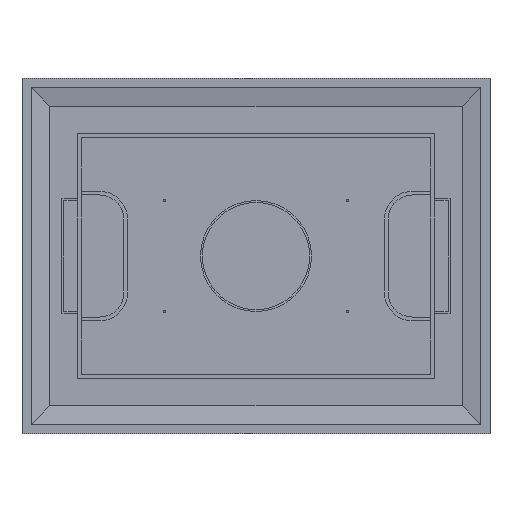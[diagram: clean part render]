
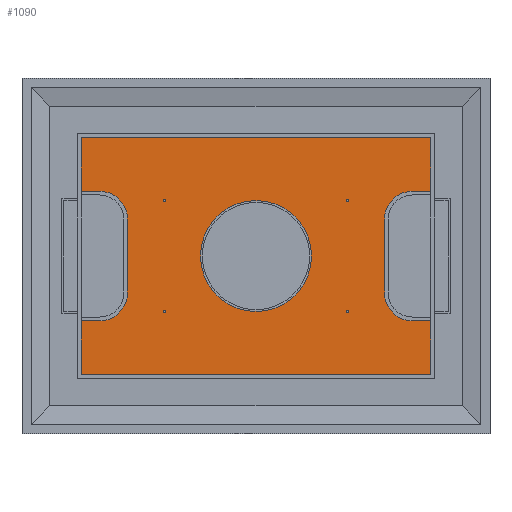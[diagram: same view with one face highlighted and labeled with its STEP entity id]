
A CAD part, top view. The second image highlights one B-rep face of the part: STEP entity #1090.
In plain terms, the highlighted planar face has unit normal (0, 0, 1).
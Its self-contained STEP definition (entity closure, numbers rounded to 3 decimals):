
#18=LINE('',#1532,#154);
#19=LINE('',#1536,#155);
#20=LINE('',#1540,#156);
#31=LINE('',#1572,#167);
#32=LINE('',#1576,#168);
#33=LINE('',#1580,#169);
#36=LINE('',#1585,#172);
#37=LINE('',#1587,#173);
#38=LINE('',#1588,#174);
#39=LINE('',#1590,#175);
#40=LINE('',#1592,#176);
#41=LINE('',#1593,#177);
#154=VECTOR('',#1256,10.);
#155=VECTOR('',#1259,10.);
#156=VECTOR('',#1262,10.);
#167=VECTOR('',#1287,10.);
#168=VECTOR('',#1290,10.);
#169=VECTOR('',#1293,10.);
#172=VECTOR('',#1298,10.);
#173=VECTOR('',#1299,10.);
#174=VECTOR('',#1300,10.);
#175=VECTOR('',#1301,10.);
#176=VECTOR('',#1302,10.);
#177=VECTOR('',#1303,10.);
#291=FACE_BOUND('',#372,.T.);
#292=FACE_BOUND('',#373,.T.);
#293=FACE_BOUND('',#374,.T.);
#294=FACE_BOUND('',#375,.T.);
#295=FACE_BOUND('',#376,.T.);
#312=FACE_OUTER_BOUND('',#371,.T.);
#371=EDGE_LOOP('',(#747,#748,#749,#750,#751,#752,#753,#754,#755,#756,#757,
#758,#759,#760,#761,#762));
#372=EDGE_LOOP('',(#763));
#373=EDGE_LOOP('',(#764));
#374=EDGE_LOOP('',(#765));
#375=EDGE_LOOP('',(#766));
#376=EDGE_LOOP('',(#767));
#431=CIRCLE('',#1159,300.);
#432=CIRCLE('',#1161,5.);
#433=CIRCLE('',#1163,5.);
#434=CIRCLE('',#1165,5.);
#435=CIRCLE('',#1167,5.);
#436=CIRCLE('',#1169,150.);
#437=CIRCLE('',#1170,150.);
#442=CIRCLE('',#1178,150.);
#443=CIRCLE('',#1179,150.);
#445=VERTEX_POINT('',#1515);
#446=VERTEX_POINT('',#1518);
#447=VERTEX_POINT('',#1521);
#448=VERTEX_POINT('',#1524);
#449=VERTEX_POINT('',#1527);
#450=VERTEX_POINT('',#1530);
#451=VERTEX_POINT('',#1531);
#452=VERTEX_POINT('',#1533);
#453=VERTEX_POINT('',#1535);
#454=VERTEX_POINT('',#1537);
#455=VERTEX_POINT('',#1539);
#468=VERTEX_POINT('',#1570);
#469=VERTEX_POINT('',#1571);
#470=VERTEX_POINT('',#1573);
#471=VERTEX_POINT('',#1575);
#472=VERTEX_POINT('',#1577);
#473=VERTEX_POINT('',#1579);
#474=VERTEX_POINT('',#1584);
#475=VERTEX_POINT('',#1586);
#476=VERTEX_POINT('',#1589);
#477=VERTEX_POINT('',#1591);
#555=EDGE_CURVE('',#445,#445,#431,.T.);
#556=EDGE_CURVE('',#446,#446,#432,.T.);
#557=EDGE_CURVE('',#447,#447,#433,.T.);
#558=EDGE_CURVE('',#448,#448,#434,.T.);
#559=EDGE_CURVE('',#449,#449,#435,.T.);
#560=EDGE_CURVE('',#450,#451,#18,.T.);
#561=EDGE_CURVE('',#452,#450,#436,.T.);
#562=EDGE_CURVE('',#453,#452,#19,.T.);
#563=EDGE_CURVE('',#454,#453,#437,.T.);
#564=EDGE_CURVE('',#455,#454,#20,.T.);
#579=EDGE_CURVE('',#468,#469,#31,.T.);
#580=EDGE_CURVE('',#470,#468,#442,.T.);
#581=EDGE_CURVE('',#471,#470,#32,.T.);
#582=EDGE_CURVE('',#472,#471,#443,.T.);
#583=EDGE_CURVE('',#473,#472,#33,.T.);
#586=EDGE_CURVE('',#474,#451,#36,.T.);
#587=EDGE_CURVE('',#475,#474,#37,.T.);
#588=EDGE_CURVE('',#473,#475,#38,.T.);
#589=EDGE_CURVE('',#476,#469,#39,.T.);
#590=EDGE_CURVE('',#477,#476,#40,.T.);
#591=EDGE_CURVE('',#455,#477,#41,.T.);
#747=ORIENTED_EDGE('',*,*,#560,.T.);
#748=ORIENTED_EDGE('',*,*,#586,.F.);
#749=ORIENTED_EDGE('',*,*,#587,.F.);
#750=ORIENTED_EDGE('',*,*,#588,.F.);
#751=ORIENTED_EDGE('',*,*,#583,.T.);
#752=ORIENTED_EDGE('',*,*,#582,.T.);
#753=ORIENTED_EDGE('',*,*,#581,.T.);
#754=ORIENTED_EDGE('',*,*,#580,.T.);
#755=ORIENTED_EDGE('',*,*,#579,.T.);
#756=ORIENTED_EDGE('',*,*,#589,.F.);
#757=ORIENTED_EDGE('',*,*,#590,.F.);
#758=ORIENTED_EDGE('',*,*,#591,.F.);
#759=ORIENTED_EDGE('',*,*,#564,.T.);
#760=ORIENTED_EDGE('',*,*,#563,.T.);
#761=ORIENTED_EDGE('',*,*,#562,.T.);
#762=ORIENTED_EDGE('',*,*,#561,.T.);
#763=ORIENTED_EDGE('',*,*,#555,.T.);
#764=ORIENTED_EDGE('',*,*,#556,.T.);
#765=ORIENTED_EDGE('',*,*,#557,.T.);
#766=ORIENTED_EDGE('',*,*,#558,.T.);
#767=ORIENTED_EDGE('',*,*,#559,.T.);
#1014=PLANE('',#1180);
#1090=ADVANCED_FACE('',(#312,#291,#292,#293,#294,#295),#1014,.T.);
#1159=AXIS2_PLACEMENT_3D('',#1516,#1236,#1237);
#1161=AXIS2_PLACEMENT_3D('',#1519,#1240,#1241);
#1163=AXIS2_PLACEMENT_3D('',#1522,#1244,#1245);
#1165=AXIS2_PLACEMENT_3D('',#1525,#1248,#1249);
#1167=AXIS2_PLACEMENT_3D('',#1528,#1252,#1253);
#1169=AXIS2_PLACEMENT_3D('',#1534,#1257,#1258);
#1170=AXIS2_PLACEMENT_3D('',#1538,#1260,#1261);
#1178=AXIS2_PLACEMENT_3D('',#1574,#1288,#1289);
#1179=AXIS2_PLACEMENT_3D('',#1578,#1291,#1292);
#1180=AXIS2_PLACEMENT_3D('',#1583,#1296,#1297);
#1236=DIRECTION('center_axis',(0.,0.,-1.));
#1237=DIRECTION('ref_axis',(1.,0.,0.));
#1240=DIRECTION('center_axis',(0.,0.,-1.));
#1241=DIRECTION('ref_axis',(1.,0.,0.));
#1244=DIRECTION('center_axis',(0.,0.,-1.));
#1245=DIRECTION('ref_axis',(1.,0.,0.));
#1248=DIRECTION('center_axis',(0.,0.,-1.));
#1249=DIRECTION('ref_axis',(1.,0.,0.));
#1252=DIRECTION('center_axis',(0.,0.,-1.));
#1253=DIRECTION('ref_axis',(1.,0.,0.));
#1256=DIRECTION('',(1.,0.,0.));
#1257=DIRECTION('center_axis',(0.,0.,-1.));
#1258=DIRECTION('ref_axis',(0.,1.,0.));
#1259=DIRECTION('',(0.,1.,0.));
#1260=DIRECTION('center_axis',(0.,0.,-1.));
#1261=DIRECTION('ref_axis',(-1.,0.,0.));
#1262=DIRECTION('',(-1.,0.,0.));
#1287=DIRECTION('',(-1.,0.,0.));
#1288=DIRECTION('center_axis',(0.,0.,-1.));
#1289=DIRECTION('ref_axis',(0.,-1.,0.));
#1290=DIRECTION('',(0.,-1.,0.));
#1291=DIRECTION('center_axis',(0.,0.,-1.));
#1292=DIRECTION('ref_axis',(1.,0.,0.));
#1293=DIRECTION('',(1.,0.,0.));
#1296=DIRECTION('center_axis',(0.,0.,1.));
#1297=DIRECTION('ref_axis',(1.,0.,0.));
#1298=DIRECTION('',(0.,-1.,0.));
#1299=DIRECTION('',(1.,0.,0.));
#1300=DIRECTION('',(0.,1.,0.));
#1301=DIRECTION('',(0.,1.,0.));
#1302=DIRECTION('',(-1.,0.,0.));
#1303=DIRECTION('',(0.,-1.,0.));
#1515=CARTESIAN_POINT('',(915.,-910.,0.));
#1516=CARTESIAN_POINT('Origin',(1215.,-910.,0.));
#1518=CARTESIAN_POINT('',(715.,-610.,0.));
#1519=CARTESIAN_POINT('Origin',(720.,-610.,0.));
#1521=CARTESIAN_POINT('',(715.,-1210.,0.));
#1522=CARTESIAN_POINT('Origin',(720.,-1210.,0.));
#1524=CARTESIAN_POINT('',(1705.,-1210.,0.));
#1525=CARTESIAN_POINT('Origin',(1710.,-1210.,0.));
#1527=CARTESIAN_POINT('',(1705.,-610.,0.));
#1528=CARTESIAN_POINT('Origin',(1710.,-610.,0.));
#1530=CARTESIAN_POINT('',(2060.,-560.,0.));
#1531=CARTESIAN_POINT('',(2160.,-560.,0.));
#1532=CARTESIAN_POINT('',(1687.5,-560.,0.));
#1533=CARTESIAN_POINT('',(1910.,-710.,0.));
#1534=CARTESIAN_POINT('Origin',(2060.,-710.,0.));
#1535=CARTESIAN_POINT('',(1910.,-1110.,0.));
#1536=CARTESIAN_POINT('',(1910.,-810.,0.));
#1537=CARTESIAN_POINT('',(2060.,-1260.,0.));
#1538=CARTESIAN_POINT('Origin',(2060.,-1110.,0.));
#1539=CARTESIAN_POINT('',(2160.,-1260.,0.));
#1540=CARTESIAN_POINT('',(1637.5,-1260.,0.));
#1570=CARTESIAN_POINT('',(370.,-1260.,0.));
#1571=CARTESIAN_POINT('',(270.,-1260.,0.));
#1572=CARTESIAN_POINT('',(742.5,-1260.,0.));
#1573=CARTESIAN_POINT('',(520.,-1110.,0.));
#1574=CARTESIAN_POINT('Origin',(370.,-1110.,0.));
#1575=CARTESIAN_POINT('',(520.,-710.,0.));
#1576=CARTESIAN_POINT('',(520.,-1010.,0.));
#1577=CARTESIAN_POINT('',(370.,-560.,0.));
#1578=CARTESIAN_POINT('Origin',(370.,-710.,0.));
#1579=CARTESIAN_POINT('',(270.,-560.,0.));
#1580=CARTESIAN_POINT('',(792.5,-560.,0.));
#1583=CARTESIAN_POINT('Origin',(1215.,-910.,0.));
#1584=CARTESIAN_POINT('',(2160.,-270.,0.));
#1585=CARTESIAN_POINT('',(2160.,-1230.,0.));
#1586=CARTESIAN_POINT('',(270.,-270.,0.));
#1587=CARTESIAN_POINT('',(1687.5,-270.,0.));
#1588=CARTESIAN_POINT('',(270.,-590.,0.));
#1589=CARTESIAN_POINT('',(270.,-1550.,0.));
#1590=CARTESIAN_POINT('',(270.,-590.,0.));
#1591=CARTESIAN_POINT('',(2160.,-1550.,0.));
#1592=CARTESIAN_POINT('',(742.5,-1550.,0.));
#1593=CARTESIAN_POINT('',(2160.,-1230.,0.));
